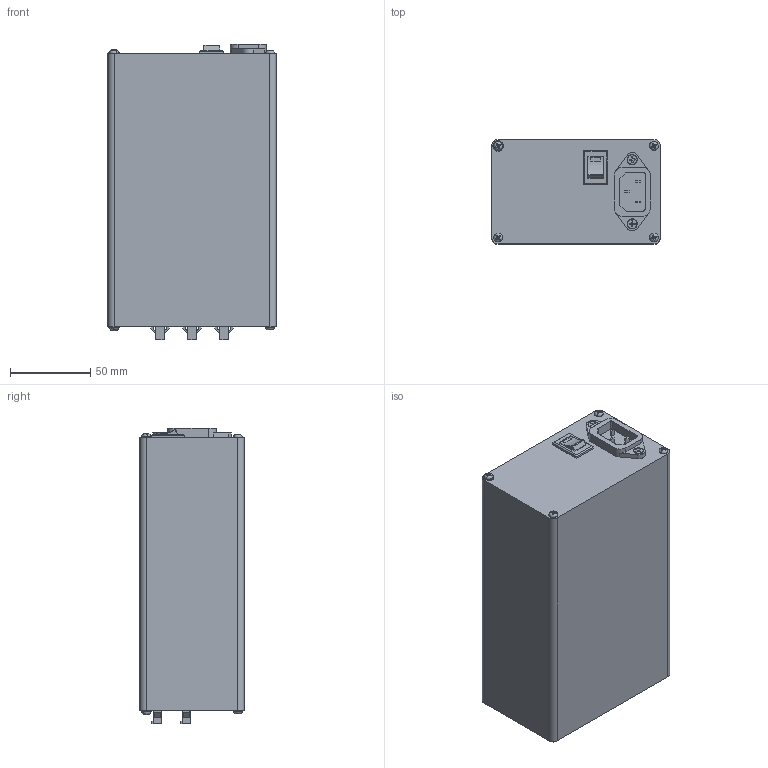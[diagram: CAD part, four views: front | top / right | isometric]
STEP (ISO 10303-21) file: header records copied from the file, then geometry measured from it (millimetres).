
FILE_DESCRIPTION (( 'STEP AP203' ), '1' );
FILE_NAME ('CBR-305C-STP.step', '2025-03-06T09:22:04', ( '' ), ( '' ), 'SwSTEP 2.0', 'SolidWorks 2011', '' );
FILE_SCHEMA (( 'CONFIG_CONTROL_DESIGN' ));
Length unit declared in the file: millimetre
Products named in the file (1): CBR-305C-STP
Bounding box: 105 x 65 x 184.2 mm (x, y, z)
Volume: 1162997 mm3; surface area: 73587.1 mm2
Topology: 1 solids, 5 shells, 903 faces, 2436 edges, 1596 vertices
Faces by surface type: plane 636, cylinder 135, bspline 66, cone 40, torus 26
Entity records: 30919 total; most frequent: CARTESIAN_POINT 8348, ORIENTED_EDGE 4872, DIRECTION 4334, EDGE_CURVE 2436, LINE 1722, VECTOR 1722, VERTEX_POINT 1596, AXIS2_PLACEMENT_3D 1306
